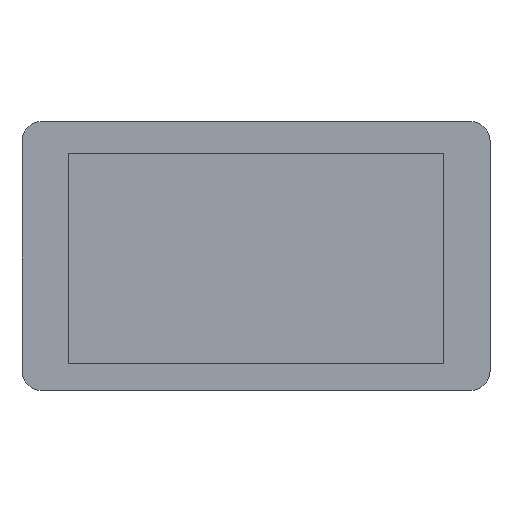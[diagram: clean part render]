
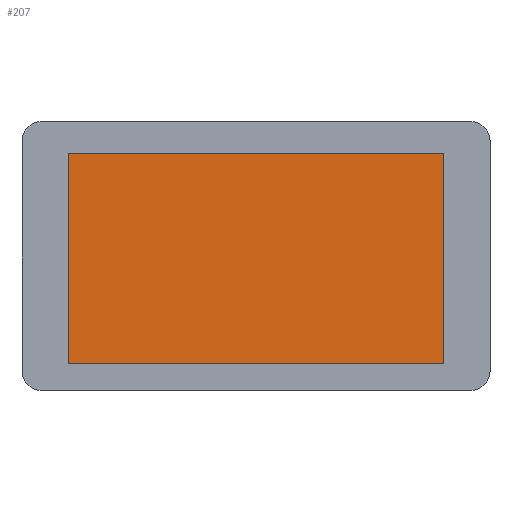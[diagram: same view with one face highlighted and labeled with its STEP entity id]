
A CAD part, top view. The second image highlights one B-rep face of the part: STEP entity #207.
In plain terms, the highlighted planar face has unit normal (0, 0, 1).
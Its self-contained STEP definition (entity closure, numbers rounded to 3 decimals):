
#156 = VERTEX_POINT ( 'NONE', #5610 ) ;
#207 = ADVANCED_FACE ( 'NONE', ( #4135 ), #6083, .F. ) ;
#216 = VECTOR ( 'NONE', #4478, 1000. ) ;
#319 = DIRECTION ( 'NONE',  ( 0., 0., -1. ) ) ;
#555 = CARTESIAN_POINT ( 'NONE',  ( 0., 42.34, 1. ) ) ;
#691 = CARTESIAN_POINT ( 'NONE',  ( 77.44, 0., 1. ) ) ;
#982 = VERTEX_POINT ( 'NONE', #6071 ) ;
#997 = DIRECTION ( 'NONE',  ( 0., 1., 0. ) ) ;
#1097 = LINE ( 'NONE', #555, #1273 ) ;
#1131 = LINE ( 'NONE', #5368, #3814 ) ;
#1223 = ORIENTED_EDGE ( 'NONE', *, *, #1631, .F. ) ;
#1248 = CARTESIAN_POINT ( 'NONE',  ( 0., 0., 1. ) ) ;
#1273 = VECTOR ( 'NONE', #4921, 1000. ) ;
#1596 = EDGE_CURVE ( 'NONE', #3056, #156, #2026, .T. ) ;
#1631 = EDGE_CURVE ( 'NONE', #982, #3056, #2741, .T. ) ;
#2026 = LINE ( 'NONE', #3054, #216 ) ;
#2172 = VERTEX_POINT ( 'NONE', #3019 ) ;
#2741 = LINE ( 'NONE', #691, #2962 ) ;
#2841 = DIRECTION ( 'NONE',  ( -1., 0., 0. ) ) ;
#2962 = VECTOR ( 'NONE', #5155, 1000. ) ;
#3019 = CARTESIAN_POINT ( 'NONE',  ( -77.44, 42.34, 1. ) ) ;
#3054 = CARTESIAN_POINT ( 'NONE',  ( 0., -44.38, 1. ) ) ;
#3056 = VERTEX_POINT ( 'NONE', #5092 ) ;
#3351 = ORIENTED_EDGE ( 'NONE', *, *, #1596, .F. ) ;
#3632 = ORIENTED_EDGE ( 'NONE', *, *, #4904, .F. ) ;
#3787 = EDGE_LOOP ( 'NONE', ( #3632, #4627, #3351, #1223 ) ) ;
#3814 = VECTOR ( 'NONE', #997, 1000. ) ;
#4135 = FACE_OUTER_BOUND ( 'NONE', #3787, .T. ) ;
#4478 = DIRECTION ( 'NONE',  ( -1., 0., 0. ) ) ;
#4627 = ORIENTED_EDGE ( 'NONE', *, *, #4975, .F. ) ;
#4904 = EDGE_CURVE ( 'NONE', #2172, #982, #1097, .T. ) ;
#4921 = DIRECTION ( 'NONE',  ( 1., 0., 0. ) ) ;
#4975 = EDGE_CURVE ( 'NONE', #156, #2172, #1131, .T. ) ;
#5092 = CARTESIAN_POINT ( 'NONE',  ( 77.44, -44.38, 1. ) ) ;
#5155 = DIRECTION ( 'NONE',  ( 0., -1., 0. ) ) ;
#5368 = CARTESIAN_POINT ( 'NONE',  ( -77.44, 0., 1. ) ) ;
#5508 = AXIS2_PLACEMENT_3D ( 'NONE', #1248, #319, #2841 ) ;
#5610 = CARTESIAN_POINT ( 'NONE',  ( -77.44, -44.38, 1. ) ) ;
#6071 = CARTESIAN_POINT ( 'NONE',  ( 77.44, 42.34, 1. ) ) ;
#6083 = PLANE ( 'NONE',  #5508 ) ;
